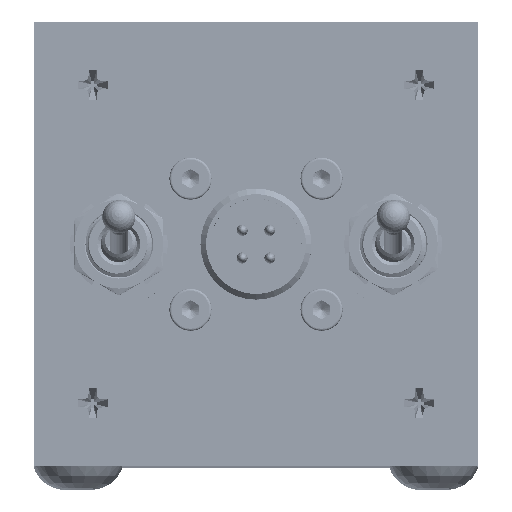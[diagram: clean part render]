
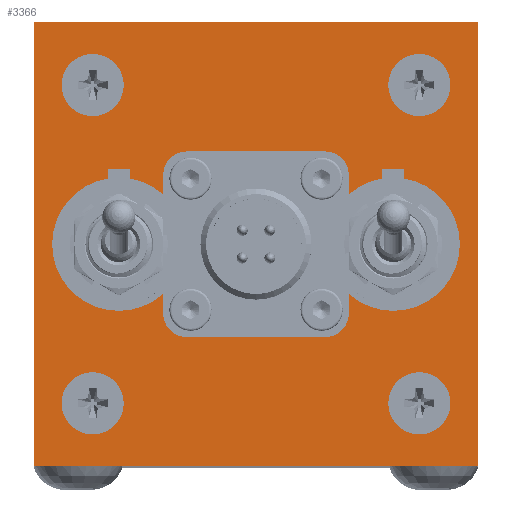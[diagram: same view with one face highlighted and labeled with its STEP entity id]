
A CAD part, top view. The second image highlights one B-rep face of the part: STEP entity #3366.
In plain terms, the highlighted planar face has unit normal (0, 0, 1).
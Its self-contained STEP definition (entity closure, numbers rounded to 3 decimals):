
#2796 = VERTEX_POINT('',#2797);
#2797 = CARTESIAN_POINT('',(20.,20.,51.36
    ));
#2803 = EDGE_CURVE('',#2804,#2796,#2806,.T.);
#2804 = VERTEX_POINT('',#2805);
#2805 = CARTESIAN_POINT('',(20.,-20.,
    51.36));
#2806 = LINE('',#2807,#2808);
#2807 = CARTESIAN_POINT('',(20.,-20.,
    51.36));
#2808 = VECTOR('',#2809,1.);
#2809 = DIRECTION('',(0.,1.,0.));
#2827 = EDGE_CURVE('',#2828,#2804,#2830,.T.);
#2828 = VERTEX_POINT('',#2829);
#2829 = CARTESIAN_POINT('',(-20.,-20.,
    51.36));
#2830 = LINE('',#2831,#2832);
#2831 = CARTESIAN_POINT('',(-20.,-20.,
    51.36));
#2832 = VECTOR('',#2833,1.);
#2833 = DIRECTION('',(1.,0.,0.));
#2851 = EDGE_CURVE('',#2852,#2828,#2854,.T.);
#2852 = VERTEX_POINT('',#2853);
#2853 = CARTESIAN_POINT('',(-20.,20.,
    51.36));
#2854 = LINE('',#2855,#2856);
#2855 = CARTESIAN_POINT('',(-20.,20.,
    51.36));
#2856 = VECTOR('',#2857,1.);
#2857 = DIRECTION('',(0.,-1.,0.));
#2875 = EDGE_CURVE('',#2796,#2852,#2876,.T.);
#2876 = LINE('',#2877,#2878);
#2877 = CARTESIAN_POINT('',(20.,20.,51.36
    ));
#2878 = VECTOR('',#2879,1.);
#2879 = DIRECTION('',(-1.,0.,0.));
#3322 = EDGE_CURVE('',#3323,#3323,#3325,.T.);
#3323 = VERTEX_POINT('',#3324);
#3324 = CARTESIAN_POINT('',(12.35,-3.1,
    51.36));
#3325 = CIRCLE('',#3326,3.1);
#3326 = AXIS2_PLACEMENT_3D('',#3327,#3328,#3329);
#3327 = CARTESIAN_POINT('',(12.35,0.,
    51.36));
#3328 = DIRECTION('',(0.,0.,1.));
#3329 = DIRECTION('',(0.,-1.,0.));
#3346 = EDGE_CURVE('',#3347,#3347,#3349,.T.);
#3347 = VERTEX_POINT('',#3348);
#3348 = CARTESIAN_POINT('',(-12.35,-3.1,
    51.36));
#3349 = CIRCLE('',#3350,3.1);
#3350 = AXIS2_PLACEMENT_3D('',#3351,#3352,#3353);
#3351 = CARTESIAN_POINT('',(-12.35,0.,
    51.36));
#3352 = DIRECTION('',(0.,0.,1.));
#3353 = DIRECTION('',(0.,-1.,0.));
#3366 = ADVANCED_FACE('',(#3367,#3373,#3376,#3379,#3390,#3401,#3471,
    #3482),#3493,.T.);
#3367 = FACE_BOUND('',#3368,.T.);
#3368 = EDGE_LOOP('',(#3369,#3370,#3371,#3372));
#3369 = ORIENTED_EDGE('',*,*,#2875,.T.);
#3370 = ORIENTED_EDGE('',*,*,#2851,.T.);
#3371 = ORIENTED_EDGE('',*,*,#2827,.T.);
#3372 = ORIENTED_EDGE('',*,*,#2803,.T.);
#3373 = FACE_BOUND('',#3374,.T.);
#3374 = EDGE_LOOP('',(#3375));
#3375 = ORIENTED_EDGE('',*,*,#3346,.F.);
#3376 = FACE_BOUND('',#3377,.T.);
#3377 = EDGE_LOOP('',(#3378));
#3378 = ORIENTED_EDGE('',*,*,#3322,.F.);
#3379 = FACE_BOUND('',#3380,.T.);
#3380 = EDGE_LOOP('',(#3381));
#3381 = ORIENTED_EDGE('',*,*,#3382,.T.);
#3382 = EDGE_CURVE('',#3383,#3383,#3385,.T.);
#3383 = VERTEX_POINT('',#3384);
#3384 = CARTESIAN_POINT('',(17.205,-14.325,
    51.36));
#3385 = CIRCLE('',#3386,2.5);
#3386 = AXIS2_PLACEMENT_3D('',#3387,#3388,#3389);
#3387 = CARTESIAN_POINT('',(14.705,-14.325,
    51.36));
#3388 = DIRECTION('',(0.,0.,-1.));
#3389 = DIRECTION('',(1.,0.,0.));
#3390 = FACE_BOUND('',#3391,.T.);
#3391 = EDGE_LOOP('',(#3392));
#3392 = ORIENTED_EDGE('',*,*,#3393,.T.);
#3393 = EDGE_CURVE('',#3394,#3394,#3396,.T.);
#3394 = VERTEX_POINT('',#3395);
#3395 = CARTESIAN_POINT('',(-12.205,14.325,
    51.36));
#3396 = CIRCLE('',#3397,2.5);
#3397 = AXIS2_PLACEMENT_3D('',#3398,#3399,#3400);
#3398 = CARTESIAN_POINT('',(-14.705,14.325,
    51.36));
#3399 = DIRECTION('',(0.,0.,-1.));
#3400 = DIRECTION('',(1.,0.,0.));
#3401 = FACE_BOUND('',#3402,.T.);
#3402 = EDGE_LOOP('',(#3403,#3413,#3422,#3430,#3439,#3447,#3456,#3464));
#3403 = ORIENTED_EDGE('',*,*,#3404,.F.);
#3404 = EDGE_CURVE('',#3405,#3407,#3409,.T.);
#3405 = VERTEX_POINT('',#3406);
#3406 = CARTESIAN_POINT('',(-8.35,6.25,
    51.36));
#3407 = VERTEX_POINT('',#3408);
#3408 = CARTESIAN_POINT('',(-8.35,-6.25,
    51.36));
#3409 = LINE('',#3410,#3411);
#3410 = CARTESIAN_POINT('',(-8.35,6.25,
    51.36));
#3411 = VECTOR('',#3412,1.);
#3412 = DIRECTION('',(0.,-1.,0.));
#3413 = ORIENTED_EDGE('',*,*,#3414,.F.);
#3414 = EDGE_CURVE('',#3415,#3405,#3417,.T.);
#3415 = VERTEX_POINT('',#3416);
#3416 = CARTESIAN_POINT('',(-6.25,8.35,
    51.36));
#3417 = CIRCLE('',#3418,2.1);
#3418 = AXIS2_PLACEMENT_3D('',#3419,#3420,#3421);
#3419 = CARTESIAN_POINT('',(-6.25,6.25,
    51.36));
#3420 = DIRECTION('',(0.,0.,1.));
#3421 = DIRECTION('',(0.,1.,0.));
#3422 = ORIENTED_EDGE('',*,*,#3423,.F.);
#3423 = EDGE_CURVE('',#3424,#3415,#3426,.T.);
#3424 = VERTEX_POINT('',#3425);
#3425 = CARTESIAN_POINT('',(6.25,8.35,51.36
    ));
#3426 = LINE('',#3427,#3428);
#3427 = CARTESIAN_POINT('',(6.25,8.35,51.36
    ));
#3428 = VECTOR('',#3429,1.);
#3429 = DIRECTION('',(-1.,0.,0.));
#3430 = ORIENTED_EDGE('',*,*,#3431,.F.);
#3431 = EDGE_CURVE('',#3432,#3424,#3434,.T.);
#3432 = VERTEX_POINT('',#3433);
#3433 = CARTESIAN_POINT('',(8.35,6.25,51.36)
  );
#3434 = CIRCLE('',#3435,2.1);
#3435 = AXIS2_PLACEMENT_3D('',#3436,#3437,#3438);
#3436 = CARTESIAN_POINT('',(6.25,6.25,51.36
    ));
#3437 = DIRECTION('',(0.,0.,1.));
#3438 = DIRECTION('',(1.,0.,0.));
#3439 = ORIENTED_EDGE('',*,*,#3440,.F.);
#3440 = EDGE_CURVE('',#3441,#3432,#3443,.T.);
#3441 = VERTEX_POINT('',#3442);
#3442 = CARTESIAN_POINT('',(8.35,-6.25,51.36
    ));
#3443 = LINE('',#3444,#3445);
#3444 = CARTESIAN_POINT('',(8.35,-6.25,51.36
    ));
#3445 = VECTOR('',#3446,1.);
#3446 = DIRECTION('',(0.,1.,0.));
#3447 = ORIENTED_EDGE('',*,*,#3448,.F.);
#3448 = EDGE_CURVE('',#3449,#3441,#3451,.T.);
#3449 = VERTEX_POINT('',#3450);
#3450 = CARTESIAN_POINT('',(6.25,-8.35,
    51.36));
#3451 = CIRCLE('',#3452,2.1);
#3452 = AXIS2_PLACEMENT_3D('',#3453,#3454,#3455);
#3453 = CARTESIAN_POINT('',(6.25,-6.25,
    51.36));
#3454 = DIRECTION('',(0.,0.,1.));
#3455 = DIRECTION('',(0.,-1.,0.));
#3456 = ORIENTED_EDGE('',*,*,#3457,.F.);
#3457 = EDGE_CURVE('',#3458,#3449,#3460,.T.);
#3458 = VERTEX_POINT('',#3459);
#3459 = CARTESIAN_POINT('',(-6.25,-8.35,
    51.36));
#3460 = LINE('',#3461,#3462);
#3461 = CARTESIAN_POINT('',(-6.25,-8.35,
    51.36));
#3462 = VECTOR('',#3463,1.);
#3463 = DIRECTION('',(1.,0.,0.));
#3464 = ORIENTED_EDGE('',*,*,#3465,.F.);
#3465 = EDGE_CURVE('',#3407,#3458,#3466,.T.);
#3466 = CIRCLE('',#3467,2.1);
#3467 = AXIS2_PLACEMENT_3D('',#3468,#3469,#3470);
#3468 = CARTESIAN_POINT('',(-6.25,-6.25,
    51.36));
#3469 = DIRECTION('',(0.,0.,1.));
#3470 = DIRECTION('',(-1.,0.,0.));
#3471 = FACE_BOUND('',#3472,.T.);
#3472 = EDGE_LOOP('',(#3473));
#3473 = ORIENTED_EDGE('',*,*,#3474,.T.);
#3474 = EDGE_CURVE('',#3475,#3475,#3477,.T.);
#3475 = VERTEX_POINT('',#3476);
#3476 = CARTESIAN_POINT('',(17.205,14.325,
    51.36));
#3477 = CIRCLE('',#3478,2.5);
#3478 = AXIS2_PLACEMENT_3D('',#3479,#3480,#3481);
#3479 = CARTESIAN_POINT('',(14.705,14.325,
    51.36));
#3480 = DIRECTION('',(0.,0.,-1.));
#3481 = DIRECTION('',(1.,0.,0.));
#3482 = FACE_BOUND('',#3483,.T.);
#3483 = EDGE_LOOP('',(#3484));
#3484 = ORIENTED_EDGE('',*,*,#3485,.T.);
#3485 = EDGE_CURVE('',#3486,#3486,#3488,.T.);
#3486 = VERTEX_POINT('',#3487);
#3487 = CARTESIAN_POINT('',(-12.205,-14.325,
    51.36));
#3488 = CIRCLE('',#3489,2.5);
#3489 = AXIS2_PLACEMENT_3D('',#3490,#3491,#3492);
#3490 = CARTESIAN_POINT('',(-14.705,-14.325,
    51.36));
#3491 = DIRECTION('',(0.,0.,-1.));
#3492 = DIRECTION('',(1.,0.,0.));
#3493 = PLANE('',#3494);
#3494 = AXIS2_PLACEMENT_3D('',#3495,#3496,#3497);
#3495 = CARTESIAN_POINT('',(3.769,-3.38,
    51.36));
#3496 = DIRECTION('',(0.,0.,1.));
#3497 = DIRECTION('',(0.,1.,0.));
